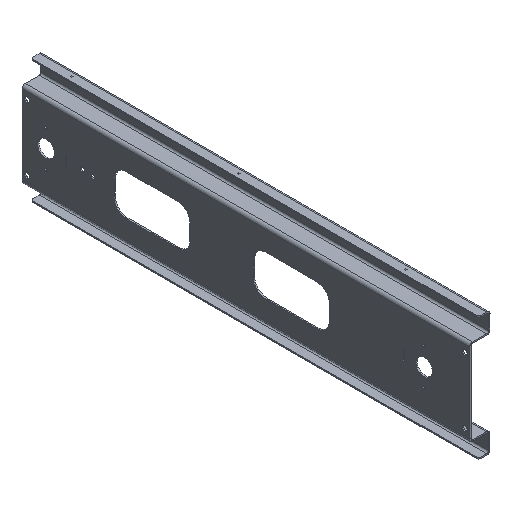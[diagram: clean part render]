
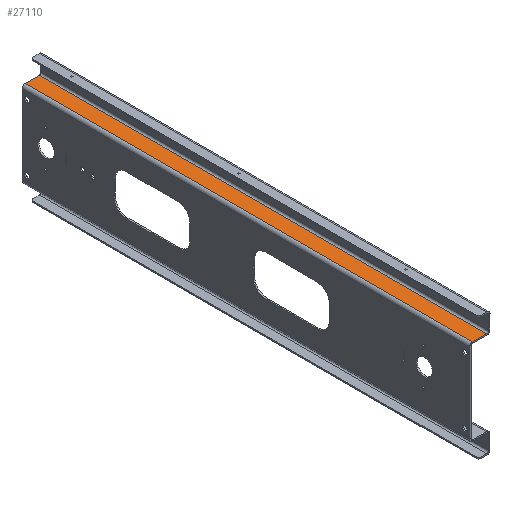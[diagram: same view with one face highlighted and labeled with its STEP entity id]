
A CAD part, isometric view. The second image highlights one B-rep face of the part: STEP entity #27110.
In plain terms, the highlighted planar face has unit normal (0, 0, 1).
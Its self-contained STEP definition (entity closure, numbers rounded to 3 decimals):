
#9170=CARTESIAN_POINT('',(27.,-1773.626,
189.698));
#9180=VERTEX_POINT('',#9170);
#9210=CARTESIAN_POINT('',(27.,0.,
189.698));
#9220=DIRECTION('',(0.,-1.,0.));
#9230=VECTOR('',#9220,1.);
#9240=LINE('',#9210,#9230);
#9250=CARTESIAN_POINT('',(27.,-3543.626,
189.698));
#9260=VERTEX_POINT('',#9250);
#9270=EDGE_CURVE('',#9180,#9260,#9240,.T.);
#23020=CARTESIAN_POINT('',(0.,-3543.626,
189.698));
#23030=DIRECTION('',(1.,0.,0.));
#23040=VECTOR('',#23030,1.);
#23050=LINE('',#23020,#23040);
#23060=CARTESIAN_POINT('',(83.,-3543.626,
189.698));
#23070=VERTEX_POINT('',#23060);
#23080=EDGE_CURVE('',#9260,#23070,#23050,.T.);
#26880=CARTESIAN_POINT('',(-85.93,-2275.129,
189.698));
#26890=DIRECTION('',(0.,0.,-1.));
#26900=DIRECTION('',(0.,1.,0.));
#26910=AXIS2_PLACEMENT_3D('',#26880,#26890,#26900);
#26920=PLANE('',#26910);
#26930=ORIENTED_EDGE('',*,*,#23080,.T.);
#26940=ORIENTED_EDGE('',*,*,#9270,.T.);
#26950=CARTESIAN_POINT('',(-95.441,-1773.626,
189.698));
#26960=DIRECTION('',(1.,0.,0.));
#26970=VECTOR('',#26960,1.);
#26980=LINE('',#26950,#26970);
#26990=CARTESIAN_POINT('',(83.,-1773.626,
189.698));
#27000=VERTEX_POINT('',#26990);
#27010=EDGE_CURVE('',#9180,#27000,#26980,.T.);
#27020=ORIENTED_EDGE('',*,*,#27010,.F.);
#27030=CARTESIAN_POINT('',(83.,-2275.129,
189.698));
#27040=DIRECTION('',(0.,-1.,0.));
#27050=VECTOR('',#27040,1.);
#27060=LINE('',#27030,#27050);
#27070=EDGE_CURVE('',#27000,#23070,#27060,.T.);
#27080=ORIENTED_EDGE('',*,*,#27070,.F.);
#27090=EDGE_LOOP('',(#27080,#27020,#26940,#26930));
#27100=FACE_OUTER_BOUND('',#27090,.T.);
#27110=ADVANCED_FACE('',(#27100),#26920,.F.);
